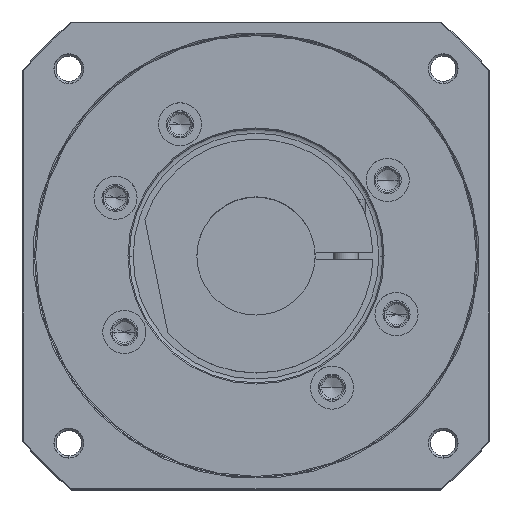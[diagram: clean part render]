
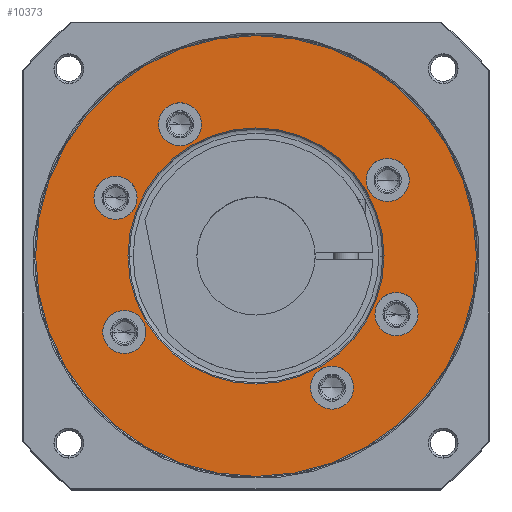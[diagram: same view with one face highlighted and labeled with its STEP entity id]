
A CAD part, top view. The second image highlights one B-rep face of the part: STEP entity #10373.
In plain terms, the highlighted planar face has unit normal (0, 0, 1).
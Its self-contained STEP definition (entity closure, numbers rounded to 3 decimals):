
#8664=CARTESIAN_POINT('',(0.,0.,25.));
#8665=DIRECTION('',(0.,0.,1.));
#8666=DIRECTION('',(0.,-1.,0.));
#8667=AXIS2_PLACEMENT_3D('',#8664,#8665,#8666);
#8669=CARTESIAN_POINT('',(0.,0.,25.));
#8670=DIRECTION('',(0.,0.,-1.));
#8671=DIRECTION('',(0.,-1.,0.));
#8672=AXIS2_PLACEMENT_3D('',#8669,#8670,#8671);
#8674=CARTESIAN_POINT('',(53.477,30.875,25.));
#8675=DIRECTION('',(0.,0.,1.));
#8676=DIRECTION('',(-1.,0.,0.));
#8677=AXIS2_PLACEMENT_3D('',#8674,#8675,#8676);
#8679=CARTESIAN_POINT('',(53.477,30.875,25.));
#8680=DIRECTION('',(0.,0.,1.));
#8681=DIRECTION('',(1.,0.,0.));
#8682=AXIS2_PLACEMENT_3D('',#8679,#8680,#8681);
#8684=CARTESIAN_POINT('',(-30.875,53.477,25.));
#8685=DIRECTION('',(0.,0.,1.));
#8686=DIRECTION('',(-1.,0.,0.));
#8687=AXIS2_PLACEMENT_3D('',#8684,#8685,#8686);
#8689=CARTESIAN_POINT('',(-30.875,53.477,25.));
#8690=DIRECTION('',(0.,0.,1.));
#8691=DIRECTION('',(1.,0.,0.));
#8692=AXIS2_PLACEMENT_3D('',#8689,#8690,#8691);
#8694=CARTESIAN_POINT('',(-53.477,-30.875,25.));
#8695=DIRECTION('',(0.,0.,1.));
#8696=DIRECTION('',(-1.,0.,0.));
#8697=AXIS2_PLACEMENT_3D('',#8694,#8695,#8696);
#8699=CARTESIAN_POINT('',(-53.477,-30.875,25.));
#8700=DIRECTION('',(0.,0.,1.));
#8701=DIRECTION('',(1.,0.,0.));
#8702=AXIS2_PLACEMENT_3D('',#8699,#8700,#8701);
#8704=CARTESIAN_POINT('',(30.875,-53.477,25.));
#8705=DIRECTION('',(0.,0.,1.));
#8706=DIRECTION('',(-1.,0.,0.));
#8707=AXIS2_PLACEMENT_3D('',#8704,#8705,#8706);
#8709=CARTESIAN_POINT('',(30.875,-53.477,25.));
#8710=DIRECTION('',(0.,0.,1.));
#8711=DIRECTION('',(1.,0.,0.));
#8712=AXIS2_PLACEMENT_3D('',#8709,#8710,#8711);
#8714=CARTESIAN_POINT('',(-23.631,-57.05,25.));
#8715=DIRECTION('',(0.,0.,1.));
#8716=DIRECTION('',(-1.,0.,0.));
#8717=AXIS2_PLACEMENT_3D('',#8714,#8715,#8716);
#8719=CARTESIAN_POINT('',(-23.631,-57.05,25.));
#8720=DIRECTION('',(0.,0.,1.));
#8721=DIRECTION('',(1.,0.,0.));
#8722=AXIS2_PLACEMENT_3D('',#8719,#8720,#8721);
#8724=CARTESIAN_POINT('',(23.631,57.05,25.));
#8725=DIRECTION('',(0.,0.,1.));
#8726=DIRECTION('',(-1.,0.,0.));
#8727=AXIS2_PLACEMENT_3D('',#8724,#8725,#8726);
#8729=CARTESIAN_POINT('',(23.631,57.05,25.));
#8730=DIRECTION('',(0.,0.,1.));
#8731=DIRECTION('',(1.,0.,0.));
#8732=AXIS2_PLACEMENT_3D('',#8729,#8730,#8731);
#9361=CARTESIAN_POINT('',(0.,0.,25.));
#9362=DIRECTION('',(0.,0.,-1.));
#9363=DIRECTION('',(1.,0.,0.));
#9364=AXIS2_PLACEMENT_3D('',#9361,#9362,#9363);
#9379=CARTESIAN_POINT('',(0.,0.,25.));
#9380=DIRECTION('',(0.,0.,-1.));
#9381=DIRECTION('',(-1.,0.,0.));
#9382=AXIS2_PLACEMENT_3D('',#9379,#9380,#9381);
#9830=CARTESIAN_POINT('',(44.727,30.875,25.));
#9831=CARTESIAN_POINT('',(62.227,30.875,25.));
#9832=VERTEX_POINT('',#9830);
#9833=VERTEX_POINT('',#9831);
#9834=CARTESIAN_POINT('',(-39.625,53.477,25.));
#9835=CARTESIAN_POINT('',(-22.125,53.477,25.));
#9836=VERTEX_POINT('',#9834);
#9837=VERTEX_POINT('',#9835);
#9838=CARTESIAN_POINT('',(-62.227,-30.875,25.));
#9839=CARTESIAN_POINT('',(-44.727,-30.875,25.));
#9840=VERTEX_POINT('',#9838);
#9841=VERTEX_POINT('',#9839);
#9842=CARTESIAN_POINT('',(22.125,-53.477,25.));
#9843=CARTESIAN_POINT('',(39.625,-53.477,25.));
#9844=VERTEX_POINT('',#9842);
#9845=VERTEX_POINT('',#9843);
#9862=CARTESIAN_POINT('',(0.,-89.5,25.));
#9863=VERTEX_POINT('',#9862);
#9864=CARTESIAN_POINT('',(0.,89.5,25.));
#9865=VERTEX_POINT('',#9864);
#9948=CARTESIAN_POINT('',(-32.381,-57.05,25.));
#9949=CARTESIAN_POINT('',(-14.881,-57.05,25.));
#9950=VERTEX_POINT('',#9948);
#9951=VERTEX_POINT('',#9949);
#9960=CARTESIAN_POINT('',(14.881,57.05,25.));
#9961=CARTESIAN_POINT('',(32.381,57.05,25.));
#9962=VERTEX_POINT('',#9960);
#9963=VERTEX_POINT('',#9961);
#10000=CARTESIAN_POINT('',(-52.,0.,25.));
#10001=CARTESIAN_POINT('',(52.,0.,25.));
#10002=VERTEX_POINT('',#10000);
#10003=VERTEX_POINT('',#10001);
#10321=CARTESIAN_POINT('',(0.,0.,25.));
#10322=DIRECTION('',(0.,0.,-1.));
#10323=DIRECTION('',(0.,-1.,0.));
#10324=AXIS2_PLACEMENT_3D('',#10321,#10322,#10323);
#10325=PLANE('',#10324);
#10327=ORIENTED_EDGE('',*,*,#10326,.F.);
#10329=ORIENTED_EDGE('',*,*,#10328,.T.);
#10330=EDGE_LOOP('',(#10327,#10329));
#10331=FACE_OUTER_BOUND('',#10330,.F.);
#10333=ORIENTED_EDGE('',*,*,#10332,.F.);
#10335=ORIENTED_EDGE('',*,*,#10334,.F.);
#10336=EDGE_LOOP('',(#10333,#10335));
#10337=FACE_BOUND('',#10336,.F.);
#10339=ORIENTED_EDGE('',*,*,#10338,.T.);
#10341=ORIENTED_EDGE('',*,*,#10340,.T.);
#10342=EDGE_LOOP('',(#10339,#10341));
#10343=FACE_BOUND('',#10342,.F.);
#10345=ORIENTED_EDGE('',*,*,#10344,.T.);
#10347=ORIENTED_EDGE('',*,*,#10346,.T.);
#10348=EDGE_LOOP('',(#10345,#10347));
#10349=FACE_BOUND('',#10348,.F.);
#10351=ORIENTED_EDGE('',*,*,#10350,.T.);
#10353=ORIENTED_EDGE('',*,*,#10352,.T.);
#10354=EDGE_LOOP('',(#10351,#10353));
#10355=FACE_BOUND('',#10354,.F.);
#10356=ORIENTED_EDGE('',*,*,#10311,.T.);
#10358=ORIENTED_EDGE('',*,*,#10357,.T.);
#10359=EDGE_LOOP('',(#10356,#10358));
#10360=FACE_BOUND('',#10359,.F.);
#10362=ORIENTED_EDGE('',*,*,#10361,.T.);
#10364=ORIENTED_EDGE('',*,*,#10363,.T.);
#10365=EDGE_LOOP('',(#10362,#10364));
#10366=FACE_BOUND('',#10365,.F.);
#10368=ORIENTED_EDGE('',*,*,#10367,.T.);
#10370=ORIENTED_EDGE('',*,*,#10369,.T.);
#10371=EDGE_LOOP('',(#10368,#10370));
#10372=FACE_BOUND('',#10371,.F.);
#10373=ADVANCED_FACE('',(#10331,#10337,#10343,#10349,#10355,#10360,#10366,
#10372),#10325,.F.);
#8668=CIRCLE('',#8667,89.5);
#8673=CIRCLE('',#8672,89.5);
#8678=CIRCLE('',#8677,8.75);
#8683=CIRCLE('',#8682,8.75);
#8688=CIRCLE('',#8687,8.75);
#8693=CIRCLE('',#8692,8.75);
#8698=CIRCLE('',#8697,8.75);
#8703=CIRCLE('',#8702,8.75);
#8708=CIRCLE('',#8707,8.75);
#8713=CIRCLE('',#8712,8.75);
#8718=CIRCLE('',#8717,8.75);
#8723=CIRCLE('',#8722,8.75);
#8728=CIRCLE('',#8727,8.75);
#8733=CIRCLE('',#8732,8.75);
#9365=CIRCLE('',#9364,52.);
#9383=CIRCLE('',#9382,52.);
#10311=EDGE_CURVE('',#9844,#9845,#8708,.T.);
#10326=EDGE_CURVE('',#9863,#9865,#8668,.T.);
#10328=EDGE_CURVE('',#9863,#9865,#8673,.T.);
#10332=EDGE_CURVE('',#10003,#10002,#9365,.T.);
#10334=EDGE_CURVE('',#10002,#10003,#9383,.T.);
#10338=EDGE_CURVE('',#9832,#9833,#8678,.T.);
#10340=EDGE_CURVE('',#9833,#9832,#8683,.T.);
#10344=EDGE_CURVE('',#9836,#9837,#8688,.T.);
#10346=EDGE_CURVE('',#9837,#9836,#8693,.T.);
#10350=EDGE_CURVE('',#9840,#9841,#8698,.T.);
#10352=EDGE_CURVE('',#9841,#9840,#8703,.T.);
#10357=EDGE_CURVE('',#9845,#9844,#8713,.T.);
#10361=EDGE_CURVE('',#9950,#9951,#8718,.T.);
#10363=EDGE_CURVE('',#9951,#9950,#8723,.T.);
#10367=EDGE_CURVE('',#9962,#9963,#8728,.T.);
#10369=EDGE_CURVE('',#9963,#9962,#8733,.T.);
